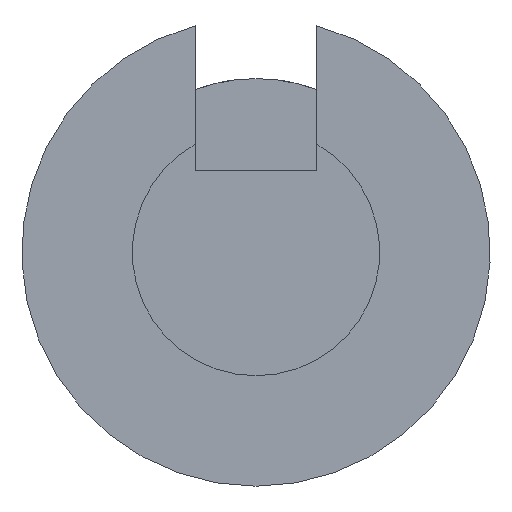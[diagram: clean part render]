
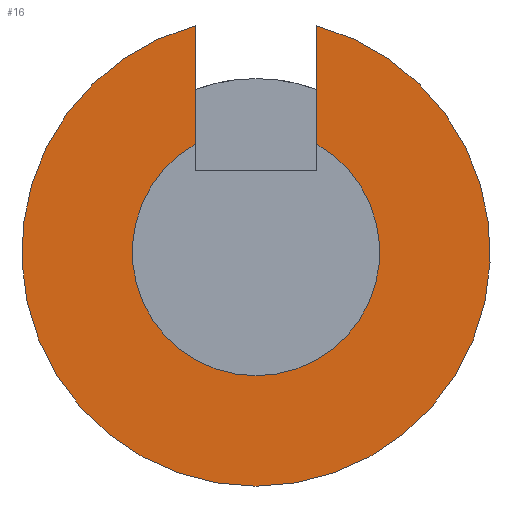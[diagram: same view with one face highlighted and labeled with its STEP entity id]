
A CAD part, front view. The second image highlights one B-rep face of the part: STEP entity #16.
In plain terms, the highlighted planar face has unit normal (0, -1, 0).
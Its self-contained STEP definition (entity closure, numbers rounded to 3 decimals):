
#10 = VERTEX_POINT ( 'NONE', #386 ) ;
#14 = DIRECTION ( 'NONE',  ( 0., 0., -1. ) ) ;
#16 = ADVANCED_FACE ( 'NONE', ( #348 ), #245, .F. ) ;
#23 = DIRECTION ( 'NONE',  ( 0., -1., 0. ) ) ;
#25 = CARTESIAN_POINT ( 'NONE',  ( 0., 0., 0. ) ) ;
#33 = DIRECTION ( 'NONE',  ( 0., 0., -1. ) ) ;
#57 = CARTESIAN_POINT ( 'NONE',  ( 1.5, 0., 2. ) ) ;
#58 = VERTEX_POINT ( 'NONE', #71 ) ;
#65 = VERTEX_POINT ( 'NONE', #213 ) ;
#68 = AXIS2_PLACEMENT_3D ( 'NONE', #366, #340, #33 ) ;
#69 = AXIS2_PLACEMENT_3D ( 'NONE', #132, #411, #127 ) ;
#71 = CARTESIAN_POINT ( 'NONE',  ( -1.5, 0., 5.577 ) ) ;
#78 = VERTEX_POINT ( 'NONE', #400 ) ;
#81 = ORIENTED_EDGE ( 'NONE', *, *, #414, .F. ) ;
#92 = EDGE_CURVE ( 'NONE', #65, #58, #230, .T. ) ;
#96 = DIRECTION ( 'NONE',  ( 0., 0., 1. ) ) ;
#106 = CIRCLE ( 'NONE', #69, 3.05 ) ;
#127 = DIRECTION ( 'NONE',  ( 0., 0., -1. ) ) ;
#128 = VERTEX_POINT ( 'NONE', #219 ) ;
#132 = CARTESIAN_POINT ( 'NONE',  ( 0., 0., 0. ) ) ;
#133 = EDGE_LOOP ( 'NONE', ( #216, #402, #354, #163, #81, #267 ) ) ;
#135 = DIRECTION ( 'NONE',  ( 0., 0., -1. ) ) ;
#141 = AXIS2_PLACEMENT_3D ( 'NONE', #298, #23, #14 ) ;
#142 = EDGE_CURVE ( 'NONE', #128, #10, #243, .T. ) ;
#156 = CARTESIAN_POINT ( 'NONE',  ( -1.5, 0., 2. ) ) ;
#163 = ORIENTED_EDGE ( 'NONE', *, *, #378, .T. ) ;
#178 = AXIS2_PLACEMENT_3D ( 'NONE', #25, #229, #135 ) ;
#212 = DIRECTION ( 'NONE',  ( 0., 0., 1. ) ) ;
#213 = CARTESIAN_POINT ( 'NONE',  ( -1.5, 0., 2.656 ) ) ;
#216 = ORIENTED_EDGE ( 'NONE', *, *, #432, .F. ) ;
#219 = CARTESIAN_POINT ( 'NONE',  ( 0., 0., -3.05 ) ) ;
#229 = DIRECTION ( 'NONE',  ( 0., -1., 0. ) ) ;
#230 = LINE ( 'NONE', #156, #305 ) ;
#242 = DIRECTION ( 'NONE',  ( 0., 1., 0. ) ) ;
#243 = CIRCLE ( 'NONE', #141, 3.05 ) ;
#245 = PLANE ( 'NONE',  #255 ) ;
#248 = CIRCLE ( 'NONE', #178, 5.775 ) ;
#255 = AXIS2_PLACEMENT_3D ( 'NONE', #351, #242, #212 ) ;
#267 = ORIENTED_EDGE ( 'NONE', *, *, #142, .F. ) ;
#298 = CARTESIAN_POINT ( 'NONE',  ( 0., 0., 0. ) ) ;
#304 = VERTEX_POINT ( 'NONE', #352 ) ;
#305 = VECTOR ( 'NONE', #436, 1000. ) ;
#321 = VECTOR ( 'NONE', #96, 1000. ) ;
#340 = DIRECTION ( 'NONE',  ( 0., -1., 0. ) ) ;
#344 = CIRCLE ( 'NONE', #68, 5.775 ) ;
#348 = FACE_OUTER_BOUND ( 'NONE', #133, .T. ) ;
#351 = CARTESIAN_POINT ( 'NONE',  ( 0., 0., 0. ) ) ;
#352 = CARTESIAN_POINT ( 'NONE',  ( 1.5, 0., 5.577 ) ) ;
#354 = ORIENTED_EDGE ( 'NONE', *, *, #409, .T. ) ;
#366 = CARTESIAN_POINT ( 'NONE',  ( 0., 0., 0. ) ) ;
#378 = EDGE_CURVE ( 'NONE', #78, #304, #248, .T. ) ;
#386 = CARTESIAN_POINT ( 'NONE',  ( 1.5, 0., 2.656 ) ) ;
#400 = CARTESIAN_POINT ( 'NONE',  ( 0., 0., -5.775 ) ) ;
#402 = ORIENTED_EDGE ( 'NONE', *, *, #92, .T. ) ;
#409 = EDGE_CURVE ( 'NONE', #58, #78, #344, .T. ) ;
#411 = DIRECTION ( 'NONE',  ( 0., -1., 0. ) ) ;
#414 = EDGE_CURVE ( 'NONE', #10, #304, #437, .T. ) ;
#432 = EDGE_CURVE ( 'NONE', #65, #128, #106, .T. ) ;
#436 = DIRECTION ( 'NONE',  ( 0., 0., 1. ) ) ;
#437 = LINE ( 'NONE', #57, #321 ) ;
